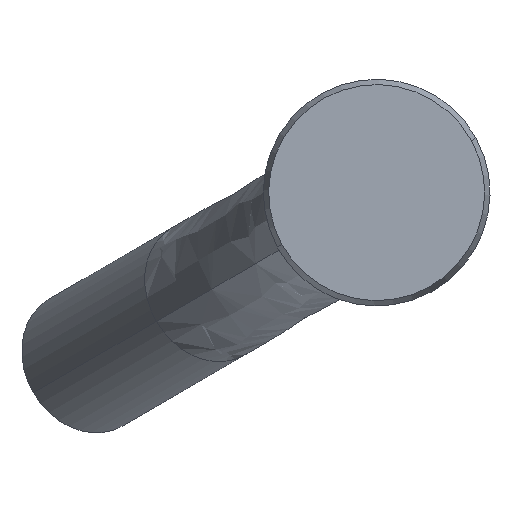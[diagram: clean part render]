
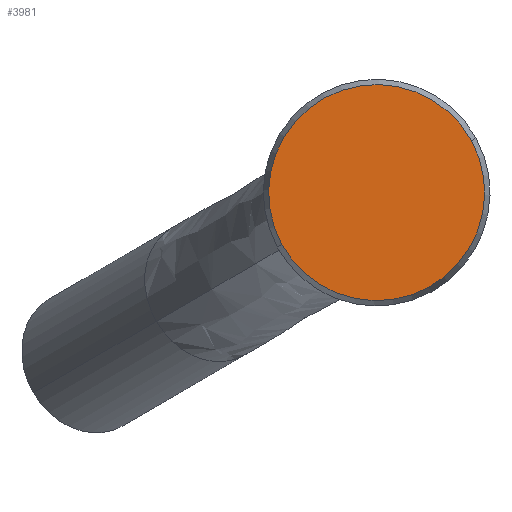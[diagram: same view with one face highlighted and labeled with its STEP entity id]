
A CAD part, top view. The second image highlights one B-rep face of the part: STEP entity #3981.
In plain terms, the highlighted face is planar.
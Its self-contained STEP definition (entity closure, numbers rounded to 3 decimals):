
#3681=CARTESIAN_POINT(' ',(0.,-5.3,-9.701));
#3682=VERTEX_POINT(' ',#3681);
#3696=CARTESIAN_POINT(' ',(0.,0.,0.));
#3701=DIRECTION(' ',(-1.,0.,0.));
#3706=DIRECTION(' ',(0.,0.479,0.878));
#3711=AXIS2_PLACEMENT_3D(' ',#3696,#3701,#3706);
#3716=CIRCLE('',#3711,11.054);
#3721=CARTESIAN_POINT(' ',(0.,5.3,9.701));
#3722=VERTEX_POINT(' ',#3721);
#3726=EDGE_CURVE(' ',#3722,#3682,#3716,.T.);
#3876=CARTESIAN_POINT(' ',(0.,0.,0.));
#3881=DIRECTION(' ',(-1.,0.,0.));
#3886=DIRECTION(' ',(0.,-0.479,-0.878));
#3891=AXIS2_PLACEMENT_3D(' ',#3876,#3881,#3886);
#3896=CIRCLE('',#3891,11.054);
#3901=EDGE_CURVE(' ',#3682,#3722,#3896,.T.);
#3936=DIRECTION(' ',(-1.,0.,0.));
#3941=CARTESIAN_POINT(' ',(0.,-11.306,11.262));
#3946=DIRECTION(' ',(0.,1.,0.));
#3951=AXIS2_PLACEMENT_3D(' ',#3941,#3936,#3946);
#3956=PLANE('',#3951);
#3961=ORIENTED_EDGE(' ',*,*,#3901,.T.);
#3966=ORIENTED_EDGE(' ',*,*,#3726,.T.);
#3971=EDGE_LOOP(' ',(#3961,#3966));
#3976=FACE_OUTER_BOUND(' ',#3971,.T.);
#3981=ADVANCED_FACE('',(#3976),#3956,.T.);
